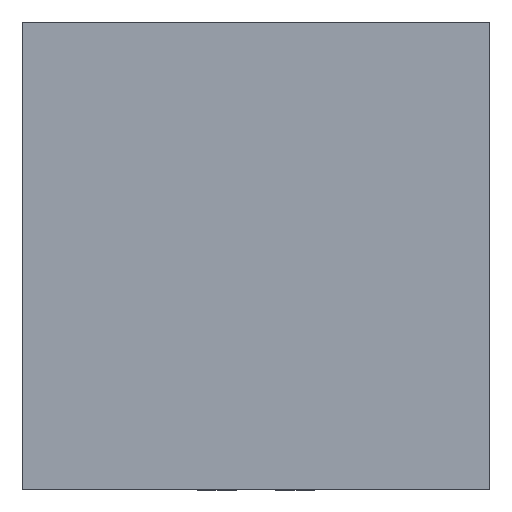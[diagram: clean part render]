
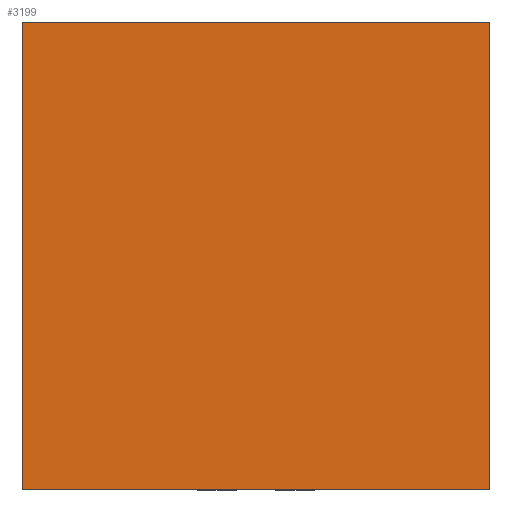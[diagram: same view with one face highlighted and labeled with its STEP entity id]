
A CAD part, top view. The second image highlights one B-rep face of the part: STEP entity #3199.
In plain terms, the highlighted face is planar.
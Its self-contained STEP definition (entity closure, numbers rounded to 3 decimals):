
#1098=DIRECTION('',(0.,0.,1.));
#1099=VECTOR('',#1098,3.);
#1100=CARTESIAN_POINT('',(-1.5,0.975,-1.5));
#1101=LINE('',#1100,#1099);
#1105=DIRECTION('',(-1.,0.,0.));
#1106=VECTOR('',#1105,3.);
#1107=CARTESIAN_POINT('',(1.5,0.975,-1.5));
#1108=LINE('',#1107,#1106);
#1112=DIRECTION('',(0.,0.,-1.));
#1113=VECTOR('',#1112,3.);
#1114=CARTESIAN_POINT('',(1.5,0.975,1.5));
#1115=LINE('',#1114,#1113);
#1119=DIRECTION('',(1.,0.,0.));
#1120=VECTOR('',#1119,3.);
#1121=CARTESIAN_POINT('',(-1.5,0.975,1.5));
#1122=LINE('',#1121,#1120);
#2340=CARTESIAN_POINT('',(-1.5,0.975,-1.5));
#2341=CARTESIAN_POINT('',(-1.5,0.975,1.5));
#2342=VERTEX_POINT('',#2340);
#2343=VERTEX_POINT('',#2341);
#2344=CARTESIAN_POINT('',(1.5,0.975,1.5));
#2345=VERTEX_POINT('',#2344);
#2346=CARTESIAN_POINT('',(1.5,0.975,-1.5));
#2347=VERTEX_POINT('',#2346);
#3188=CARTESIAN_POINT('',(0.,0.975,0.));
#3189=DIRECTION('',(0.,1.,0.));
#3190=DIRECTION('',(1.,0.,0.));
#3191=AXIS2_PLACEMENT_3D('',#3188,#3189,#3190);
#3192=PLANE('',#3191);
#3193=ORIENTED_EDGE('',*,*,#2946,.F.);
#3194=ORIENTED_EDGE('',*,*,#2996,.F.);
#3195=ORIENTED_EDGE('',*,*,#3072,.F.);
#3196=ORIENTED_EDGE('',*,*,#3120,.F.);
#3197=EDGE_LOOP('',(#3193,#3194,#3195,#3196));
#3198=FACE_OUTER_BOUND('',#3197,.F.);
#2946=EDGE_CURVE('',#2342,#2343,#1101,.T.);
#2996=EDGE_CURVE('',#2347,#2342,#1108,.T.);
#3072=EDGE_CURVE('',#2345,#2347,#1115,.T.);
#3120=EDGE_CURVE('',#2343,#2345,#1122,.T.);
#3199=ADVANCED_FACE('',(#3198),#3192,.T.);
